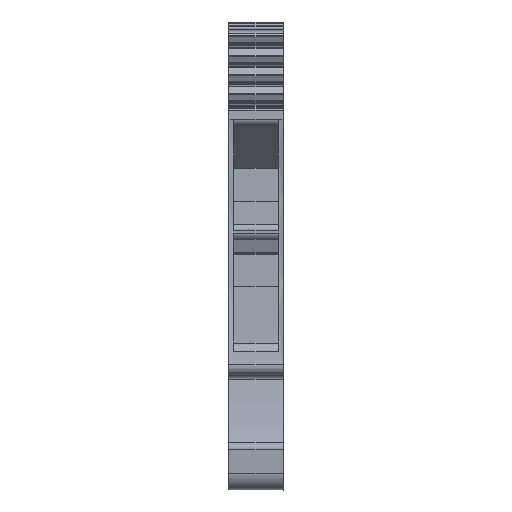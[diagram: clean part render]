
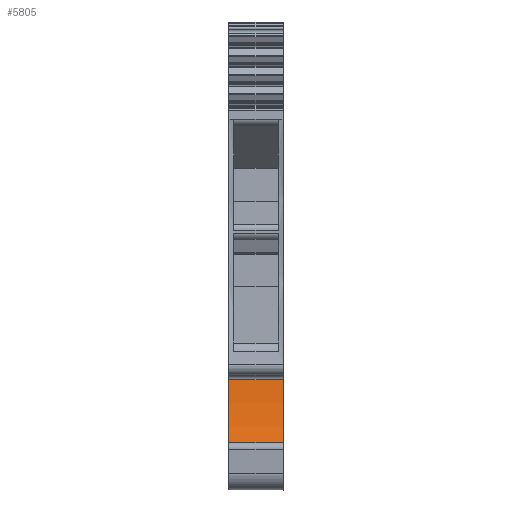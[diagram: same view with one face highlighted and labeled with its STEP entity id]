
A CAD part, front view. The second image highlights one B-rep face of the part: STEP entity #5805.
In plain terms, the highlighted cylindrical face has radius 35 mm (diameter 70 mm), a partial arc.
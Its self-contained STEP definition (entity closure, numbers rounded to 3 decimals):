
#916=AXIS2_PLACEMENT_3D('Circle Axis2P3D',#914,#915,$) ;
#5785=AXIS2_PLACEMENT_3D('Cylinder Axis2P3D',#5782,#5783,#5784) ;
#5789=AXIS2_PLACEMENT_3D('Circle Axis2P3D',#5787,#5788,$) ;
#911=CARTESIAN_POINT('Vertex',(6.1,4.836,12.355)) ;
#914=CARTESIAN_POINT('Axis2P3D Location',(6.1,-30.024,15.482)) ;
#918=CARTESIAN_POINT('Vertex',(6.1,3.238,4.589)) ;
#5766=CARTESIAN_POINT('Vertex',(0.,4.836,12.355)) ;
#5769=CARTESIAN_POINT('Line Origine',(3.05,4.836,12.355)) ;
#5782=CARTESIAN_POINT('Axis2P3D Location',(3.05,-30.024,15.482)) ;
#5787=CARTESIAN_POINT('Axis2P3D Location',(0.,-30.024,15.482)) ;
#5791=CARTESIAN_POINT('Vertex',(0.,3.238,4.589)) ;
#5794=CARTESIAN_POINT('Line Origine',(3.05,3.238,4.589)) ;
#915=DIRECTION('Axis2P3D Direction',(1.,-0.,0.)) ;
#5770=DIRECTION('Vector Direction',(1.,0.,0.)) ;
#5783=DIRECTION('Axis2P3D Direction',(1.,-0.,0.)) ;
#5784=DIRECTION('Axis2P3D XDirection',(0.,0.95,-0.311)) ;
#5788=DIRECTION('Axis2P3D Direction',(1.,-0.,0.)) ;
#5795=DIRECTION('Vector Direction',(1.,0.,0.)) ;
#5771=VECTOR('Line Direction',#5770,1.) ;
#5796=VECTOR('Line Direction',#5795,1.) ;
#5800=ORIENTED_EDGE('',*,*,#5773,.F.) ;
#5801=ORIENTED_EDGE('',*,*,#5793,.T.) ;
#5802=ORIENTED_EDGE('',*,*,#5798,.T.) ;
#5803=ORIENTED_EDGE('',*,*,#920,.F.) ;
#5805=ADVANCED_FACE('Hauptk\X2\00F6\X0\rper',(#5804),#5786,.F.) ;
#917=CIRCLE('generated circle',#916,35.) ;
#5790=CIRCLE('generated circle',#5789,35.) ;
#5786=CYLINDRICAL_SURFACE('generated cylinder',#5785,35.) ;
#920=EDGE_CURVE('',#912,#919,#917,.F.) ;
#5773=EDGE_CURVE('',#5767,#912,#5772,.T.) ;
#5793=EDGE_CURVE('',#5767,#5792,#5790,.F.) ;
#5798=EDGE_CURVE('',#5792,#919,#5797,.T.) ;
#5799=EDGE_LOOP('',(#5800,#5801,#5802,#5803)) ;
#5804=FACE_OUTER_BOUND('',#5799,.T.) ;
#5772=LINE('Line',#5769,#5771) ;
#5797=LINE('Line',#5794,#5796) ;
#912=VERTEX_POINT('',#911) ;
#919=VERTEX_POINT('',#918) ;
#5767=VERTEX_POINT('',#5766) ;
#5792=VERTEX_POINT('',#5791) ;
